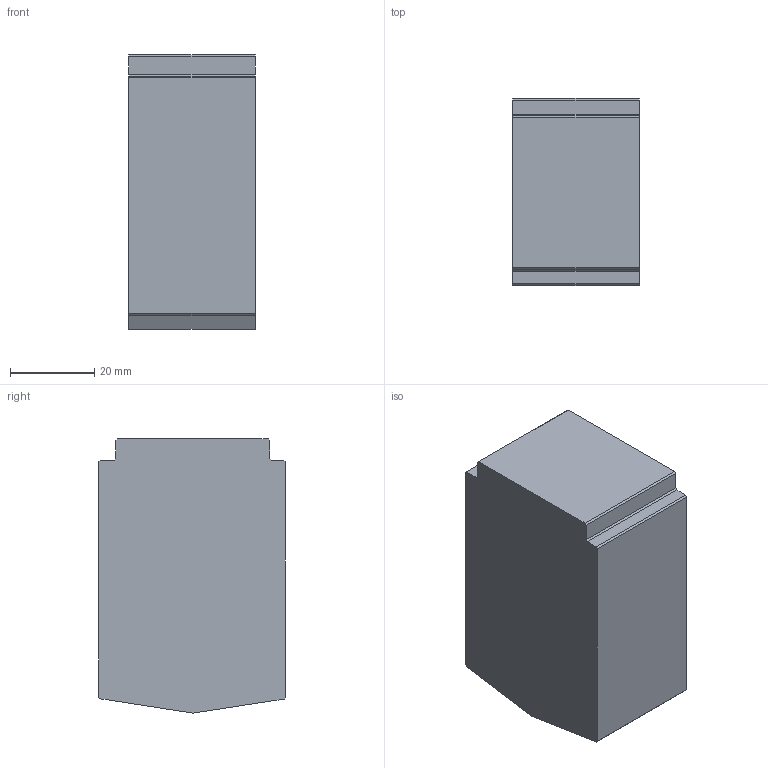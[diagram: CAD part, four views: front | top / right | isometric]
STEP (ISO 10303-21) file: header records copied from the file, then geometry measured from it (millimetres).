
FILE_DESCRIPTION((''),'2;1');
FILE_NAME('3d_11G358.stp','2012-10-03T13:25:52',(''),(''),'Mechanical Desktop 2011','Mechanical Desktop 2011',', , ');
FILE_SCHEMA(('CONFIG_CONTROL_DESIGN'));
Length unit declared in the file: millimetre
Products named in the file (1): Product
Bounding box: 30 x 44.32 x 64.99 mm (x, y, z)
Volume: 82959.1 mm3; surface area: 11848.1 mm2
Topology: 1 solids, 1 shells, 20 faces, 131 edges, 182 vertices
Faces by surface type: plane 20
Entity records: 1170 total; most frequent: CARTESIAN_POINT 257, DIRECTION 181, VECTOR 123, LINE 123, ORIENTED_EDGE 108, TRIMMED_CURVE 69, EDGE_CURVE 54, VERTEX_POINT 36
